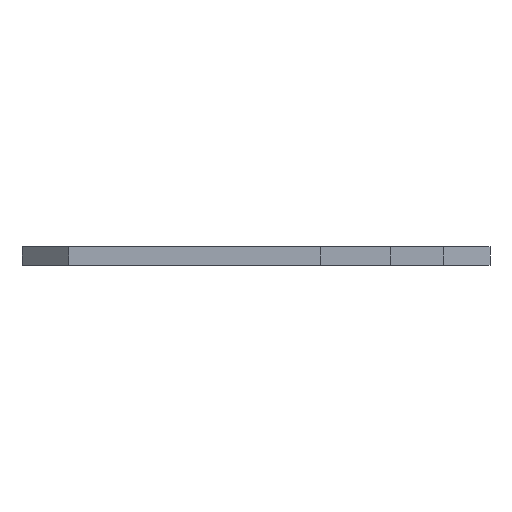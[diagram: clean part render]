
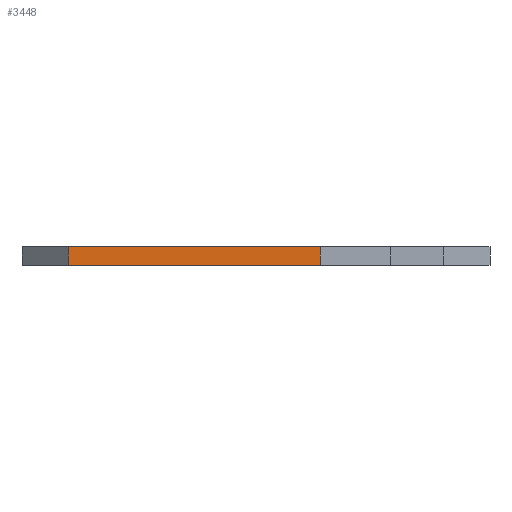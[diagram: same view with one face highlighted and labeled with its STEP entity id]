
A CAD part, front view. The second image highlights one B-rep face of the part: STEP entity #3448.
In plain terms, the highlighted planar face has unit normal (0, -1, 0).
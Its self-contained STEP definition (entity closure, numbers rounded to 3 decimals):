
#83 = PLANE('',#84);
#84 = AXIS2_PLACEMENT_3D('',#85,#86,#87);
#85 = CARTESIAN_POINT('',(46.121,4.274,1.6));
#86 = DIRECTION('',(-0.,-0.,-1.));
#87 = DIRECTION('',(-1.,0.,0.));
#137 = PLANE('',#138);
#138 = AXIS2_PLACEMENT_3D('',#139,#140,#141);
#139 = CARTESIAN_POINT('',(46.121,4.274,0.));
#140 = DIRECTION('',(-0.,-0.,-1.));
#141 = DIRECTION('',(-1.,0.,0.));
#170 = PLANE('',#171);
#171 = AXIS2_PLACEMENT_3D('',#172,#173,#174);
#172 = CARTESIAN_POINT('',(30.,-21.,0.));
#173 = DIRECTION('',(-0.707,-0.707,0.));
#174 = DIRECTION('',(-0.707,0.707,0.));
#811 = VERTEX_POINT('',#812);
#812 = CARTESIAN_POINT('',(51.5,-21.,0.));
#826 = PLANE('',#827);
#827 = AXIS2_PLACEMENT_3D('',#828,#829,#830);
#828 = CARTESIAN_POINT('',(51.5,-19.5,0.));
#829 = DIRECTION('',(1.,0.,-0.));
#830 = DIRECTION('',(0.,-1.,0.));
#838 = EDGE_CURVE('',#811,#839,#841,.T.);
#839 = VERTEX_POINT('',#840);
#840 = CARTESIAN_POINT('',(30.,-21.,0.));
#841 = SURFACE_CURVE('',#842,(#846,#853),.PCURVE_S1.);
#842 = LINE('',#843,#844);
#843 = CARTESIAN_POINT('',(51.5,-21.,0.));
#844 = VECTOR('',#845,1.);
#845 = DIRECTION('',(-1.,0.,0.));
#846 = PCURVE('',#137,#847);
#847 = DEFINITIONAL_REPRESENTATION('',(#848),#852);
#848 = LINE('',#849,#850);
#849 = CARTESIAN_POINT('',(-5.379,-25.274));
#850 = VECTOR('',#851,1.);
#851 = DIRECTION('',(1.,0.));
#852 = ( GEOMETRIC_REPRESENTATION_CONTEXT(2) 
PARAMETRIC_REPRESENTATION_CONTEXT() REPRESENTATION_CONTEXT('2D SPACE',''
  ) );
#853 = PCURVE('',#854,#859);
#854 = PLANE('',#855);
#855 = AXIS2_PLACEMENT_3D('',#856,#857,#858);
#856 = CARTESIAN_POINT('',(51.5,-21.,0.));
#857 = DIRECTION('',(0.,-1.,0.));
#858 = DIRECTION('',(-1.,0.,0.));
#859 = DEFINITIONAL_REPRESENTATION('',(#860),#864);
#860 = LINE('',#861,#862);
#861 = CARTESIAN_POINT('',(0.,-0.));
#862 = VECTOR('',#863,1.);
#863 = DIRECTION('',(1.,0.));
#864 = ( GEOMETRIC_REPRESENTATION_CONTEXT(2) 
PARAMETRIC_REPRESENTATION_CONTEXT() REPRESENTATION_CONTEXT('2D SPACE',''
  ) );
#2398 = VERTEX_POINT('',#2399);
#2399 = CARTESIAN_POINT('',(51.5,-21.,1.6));
#2420 = EDGE_CURVE('',#2398,#2421,#2423,.T.);
#2421 = VERTEX_POINT('',#2422);
#2422 = CARTESIAN_POINT('',(30.,-21.,1.6));
#2423 = SURFACE_CURVE('',#2424,(#2428,#2435),.PCURVE_S1.);
#2424 = LINE('',#2425,#2426);
#2425 = CARTESIAN_POINT('',(51.5,-21.,1.6));
#2426 = VECTOR('',#2427,1.);
#2427 = DIRECTION('',(-1.,0.,0.));
#2428 = PCURVE('',#83,#2429);
#2429 = DEFINITIONAL_REPRESENTATION('',(#2430),#2434);
#2430 = LINE('',#2431,#2432);
#2431 = CARTESIAN_POINT('',(-5.379,-25.274));
#2432 = VECTOR('',#2433,1.);
#2433 = DIRECTION('',(1.,0.));
#2434 = ( GEOMETRIC_REPRESENTATION_CONTEXT(2) 
PARAMETRIC_REPRESENTATION_CONTEXT() REPRESENTATION_CONTEXT('2D SPACE',''
  ) );
#2435 = PCURVE('',#854,#2436);
#2436 = DEFINITIONAL_REPRESENTATION('',(#2437),#2441);
#2437 = LINE('',#2438,#2439);
#2438 = CARTESIAN_POINT('',(0.,-1.6));
#2439 = VECTOR('',#2440,1.);
#2440 = DIRECTION('',(1.,0.));
#2441 = ( GEOMETRIC_REPRESENTATION_CONTEXT(2) 
PARAMETRIC_REPRESENTATION_CONTEXT() REPRESENTATION_CONTEXT('2D SPACE',''
  ) );
#3398 = EDGE_CURVE('',#839,#2421,#3399,.T.);
#3399 = SURFACE_CURVE('',#3400,(#3404,#3411),.PCURVE_S1.);
#3400 = LINE('',#3401,#3402);
#3401 = CARTESIAN_POINT('',(30.,-21.,0.));
#3402 = VECTOR('',#3403,1.);
#3403 = DIRECTION('',(0.,0.,1.));
#3404 = PCURVE('',#170,#3405);
#3405 = DEFINITIONAL_REPRESENTATION('',(#3406),#3410);
#3406 = LINE('',#3407,#3408);
#3407 = CARTESIAN_POINT('',(0.,0.));
#3408 = VECTOR('',#3409,1.);
#3409 = DIRECTION('',(0.,-1.));
#3410 = ( GEOMETRIC_REPRESENTATION_CONTEXT(2) 
PARAMETRIC_REPRESENTATION_CONTEXT() REPRESENTATION_CONTEXT('2D SPACE',''
  ) );
#3411 = PCURVE('',#854,#3412);
#3412 = DEFINITIONAL_REPRESENTATION('',(#3413),#3417);
#3413 = LINE('',#3414,#3415);
#3414 = CARTESIAN_POINT('',(21.5,0.));
#3415 = VECTOR('',#3416,1.);
#3416 = DIRECTION('',(0.,-1.));
#3417 = ( GEOMETRIC_REPRESENTATION_CONTEXT(2) 
PARAMETRIC_REPRESENTATION_CONTEXT() REPRESENTATION_CONTEXT('2D SPACE',''
  ) );
#3448 = ADVANCED_FACE('',(#3449),#854,.T.);
#3449 = FACE_BOUND('',#3450,.T.);
#3450 = EDGE_LOOP('',(#3451,#3472,#3473,#3474));
#3451 = ORIENTED_EDGE('',*,*,#3452,.T.);
#3452 = EDGE_CURVE('',#811,#2398,#3453,.T.);
#3453 = SURFACE_CURVE('',#3454,(#3458,#3465),.PCURVE_S1.);
#3454 = LINE('',#3455,#3456);
#3455 = CARTESIAN_POINT('',(51.5,-21.,0.));
#3456 = VECTOR('',#3457,1.);
#3457 = DIRECTION('',(0.,0.,1.));
#3458 = PCURVE('',#854,#3459);
#3459 = DEFINITIONAL_REPRESENTATION('',(#3460),#3464);
#3460 = LINE('',#3461,#3462);
#3461 = CARTESIAN_POINT('',(0.,-0.));
#3462 = VECTOR('',#3463,1.);
#3463 = DIRECTION('',(0.,-1.));
#3464 = ( GEOMETRIC_REPRESENTATION_CONTEXT(2) 
PARAMETRIC_REPRESENTATION_CONTEXT() REPRESENTATION_CONTEXT('2D SPACE',''
  ) );
#3465 = PCURVE('',#826,#3466);
#3466 = DEFINITIONAL_REPRESENTATION('',(#3467),#3471);
#3467 = LINE('',#3468,#3469);
#3468 = CARTESIAN_POINT('',(1.5,0.));
#3469 = VECTOR('',#3470,1.);
#3470 = DIRECTION('',(0.,-1.));
#3471 = ( GEOMETRIC_REPRESENTATION_CONTEXT(2) 
PARAMETRIC_REPRESENTATION_CONTEXT() REPRESENTATION_CONTEXT('2D SPACE',''
  ) );
#3472 = ORIENTED_EDGE('',*,*,#2420,.T.);
#3473 = ORIENTED_EDGE('',*,*,#3398,.F.);
#3474 = ORIENTED_EDGE('',*,*,#838,.F.);
